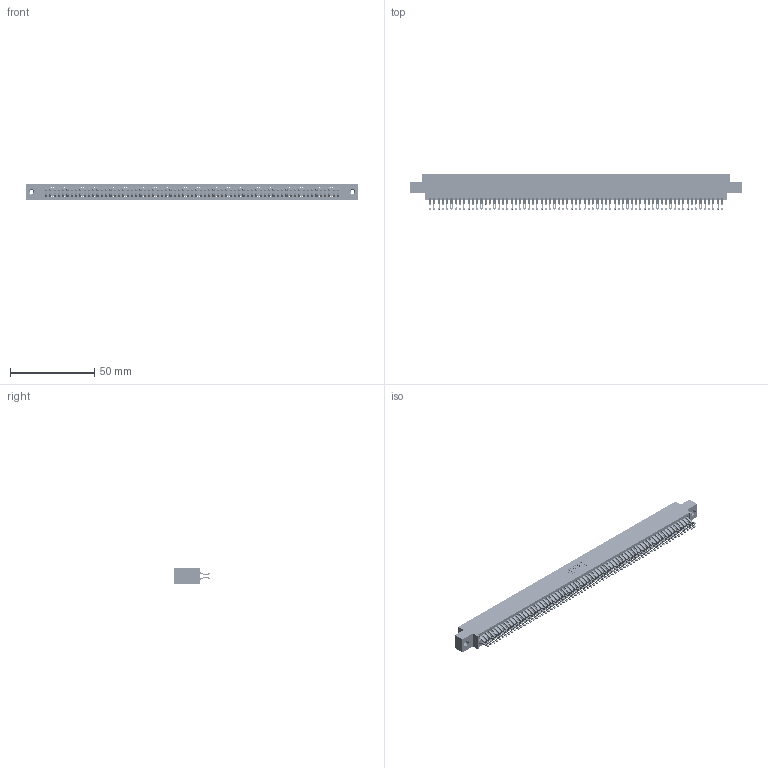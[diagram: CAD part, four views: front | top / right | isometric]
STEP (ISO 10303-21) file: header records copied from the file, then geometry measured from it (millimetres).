
FILE_DESCRIPTION (( 'STEP AP203' ), '1' );
FILE_NAME ('395-138-555-808.STEP', '2019-10-29T21:54:45', ( '' ), ( '' ), 'SwSTEP 2.0', 'SolidWorks 2016', '' );
FILE_SCHEMA (( 'CONFIG_CONTROL_DESIGN' ));
Length unit declared in the file: inch
Products named in the file (4): 345 Part_0.170 Offset - 0.156 Dia-TI; 345-292-001_555 Tail; 345-250-001_345-250-003-102; 395-138-555-808
Assembly tree (141 placements, depth 2):
  395-138-555-808
    345 Part_0.170 Offset - 0.156 Dia-TI
    345-292-001_555 Tail  x138
    345-250-001_345-250-003-102  x2
Bounding box: 196.47 x 21.13 x 9.4 mm (x, y, z)
Volume: 19616.2 mm3; surface area: 31068.1 mm2
Topology: 141 solids, 141 shells, 7918 faces, 24915 edges, 16602 vertices
Faces by surface type: plane 4394, cylinder 3508, cone 12, torus 4
Entity records: 52148 total; most frequent: CARTESIAN_POINT 8733, ORIENTED_EDGE 8630, DIRECTION 7661, EDGE_CURVE 4315, LINE 3867, VECTOR 3867, VERTEX_POINT 2872, AXIS2_PLACEMENT_3D 1897
